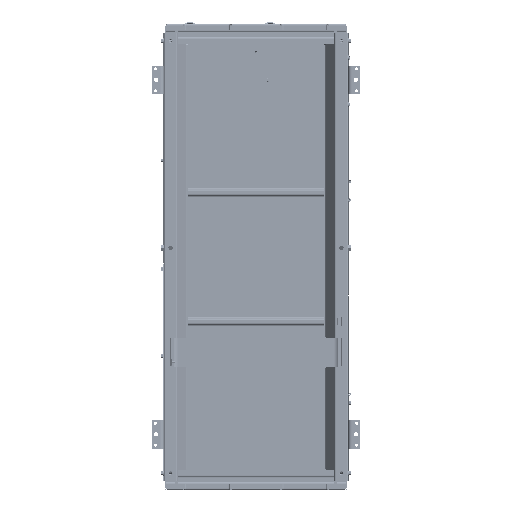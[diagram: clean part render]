
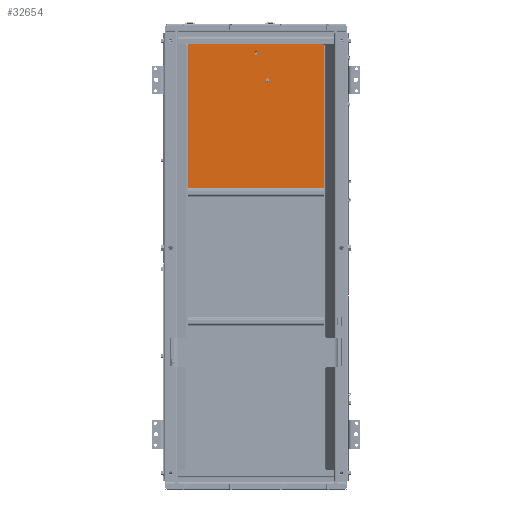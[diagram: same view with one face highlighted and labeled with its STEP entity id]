
A CAD part, front view. The second image highlights one B-rep face of the part: STEP entity #32654.
In plain terms, the highlighted planar face has unit normal (0, -1, 0).
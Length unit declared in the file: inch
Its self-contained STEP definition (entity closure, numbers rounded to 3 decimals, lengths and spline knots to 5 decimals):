
#2990 = CARTESIAN_POINT ( 'NONE',  ( 10.125, 2., 10.26917 ) ) ;
#3914 = LINE ( 'NONE', #289301, #375123 ) ;
#8638 = ORIENTED_EDGE ( 'NONE', *, *, #310069, .F. ) ;
#9303 = DIRECTION ( 'NONE',  ( 0., -1., 0. ) ) ;
#9910 = CARTESIAN_POINT ( 'NONE',  ( 0., 2., 30.5 ) ) ;
#23921 = EDGE_LOOP ( 'NONE', ( #314156, #390959 ) ) ;
#25974 = CIRCLE ( 'NONE', #451402, 0.2486 ) ;
#32654 = ADVANCED_FACE ( 'NONE', ( #422609, #218465, #55439 ), #142372, .T. ) ;
#35641 = ORIENTED_EDGE ( 'NONE', *, *, #493155, .T. ) ;
#45562 = ORIENTED_EDGE ( 'NONE', *, *, #387598, .T. ) ;
#55439 = FACE_BOUND ( 'NONE', #23921, .T. ) ;
#62495 = VECTOR ( 'NONE', #412455, 39.37008 ) ;
#69838 = DIRECTION ( 'NONE',  ( 0., 0., 1. ) ) ;
#77067 = EDGE_CURVE ( 'NONE', #290120, #490383, #470578, .T. ) ;
#77924 = CARTESIAN_POINT ( 'NONE',  ( 10.125, 2., 33.4375 ) ) ;
#78433 = ORIENTED_EDGE ( 'NONE', *, *, #191761, .T. ) ;
#85312 = ORIENTED_EDGE ( 'NONE', *, *, #485929, .T. ) ;
#91179 = CARTESIAN_POINT ( 'NONE',  ( 0.1875, 2., 30.5 ) ) ;
#92575 = EDGE_LOOP ( 'NONE', ( #132479, #45562, #85312, #35641 ) ) ;
#98134 = CARTESIAN_POINT ( 'NONE',  ( 10.125, 2., 10.26917 ) ) ;
#100425 = CARTESIAN_POINT ( 'NONE',  ( -10.125, 2., 10.26917 ) ) ;
#102747 = CARTESIAN_POINT ( 'NONE',  ( 1.75, 2., 26.65485 ) ) ;
#104125 = VERTEX_POINT ( 'NONE', #429885 ) ;
#123488 = DIRECTION ( 'NONE',  ( 0., 0., 1. ) ) ;
#132479 = ORIENTED_EDGE ( 'NONE', *, *, #201119, .F. ) ;
#138200 = CARTESIAN_POINT ( 'NONE',  ( 1.75, 2., 26.15765 ) ) ;
#138647 = DIRECTION ( 'NONE',  ( 0., 0., 1. ) ) ;
#140732 = CARTESIAN_POINT ( 'NONE',  ( -0.1875, 2., 30.5 ) ) ;
#142372 = PLANE ( 'NONE',  #509553 ) ;
#143649 = EDGE_CURVE ( 'NONE', #160507, #285990, #352718, .T. ) ;
#146610 = VECTOR ( 'NONE', #371144, 39.37008 ) ;
#150177 = AXIS2_PLACEMENT_3D ( 'NONE', #9910, #425827, #344277 ) ;
#160507 = VERTEX_POINT ( 'NONE', #102747 ) ;
#176472 = CIRCLE ( 'NONE', #150177, 0.1875 ) ;
#181999 = VERTEX_POINT ( 'NONE', #91179 ) ;
#182612 = CARTESIAN_POINT ( 'NONE',  ( 1.75, 2., 26.40625 ) ) ;
#191761 = EDGE_CURVE ( 'NONE', #490383, #425925, #200236, .T. ) ;
#200210 = DIRECTION ( 'NONE',  ( 0., 0., -1. ) ) ;
#200236 = LINE ( 'NONE', #77924, #62495 ) ;
#201119 = EDGE_CURVE ( 'NONE', #104125, #493495, #432933, .T. ) ;
#207732 = LINE ( 'NONE', #534308, #146610 ) ;
#218465 = FACE_OUTER_BOUND ( 'NONE', #322931, .T. ) ;
#221145 = DIRECTION ( 'NONE',  ( 0., 0., -1. ) ) ;
#223330 = DIRECTION ( 'NONE',  ( 0., 0., 1. ) ) ;
#242049 = VECTOR ( 'NONE', #138647, 39.37008 ) ;
#250550 = ORIENTED_EDGE ( 'NONE', *, *, #394933, .F. ) ;
#254949 = CARTESIAN_POINT ( 'NONE',  ( 10.125, 2., 33.4375 ) ) ;
#263357 = ORIENTED_EDGE ( 'NONE', *, *, #77067, .T. ) ;
#276391 = CARTESIAN_POINT ( 'NONE',  ( 1.75, 2., 26.40625 ) ) ;
#280121 = DIRECTION ( 'NONE',  ( 0., 0., 1. ) ) ;
#285990 = VERTEX_POINT ( 'NONE', #138200 ) ;
#288753 = CARTESIAN_POINT ( 'NONE',  ( 0.1875, 2., 30.375 ) ) ;
#289301 = CARTESIAN_POINT ( 'NONE',  ( -10.125, 2., 10.1395 ) ) ;
#290120 = VERTEX_POINT ( 'NONE', #98134 ) ;
#300447 = AXIS2_PLACEMENT_3D ( 'NONE', #276391, #442419, #69838 ) ;
#310069 = EDGE_CURVE ( 'NONE', #409281, #425925, #3914, .T. ) ;
#314156 = ORIENTED_EDGE ( 'NONE', *, *, #143649, .F. ) ;
#322931 = EDGE_LOOP ( 'NONE', ( #250550, #263357, #78433, #8638 ) ) ;
#330675 = CARTESIAN_POINT ( 'NONE',  ( 0., 2., 30.375 ) ) ;
#334677 = LINE ( 'NONE', #2990, #443999 ) ;
#344277 = DIRECTION ( 'NONE',  ( 0., 0., -1. ) ) ;
#351337 = DIRECTION ( 'NONE',  ( 0., -1., 0. ) ) ;
#352718 = CIRCLE ( 'NONE', #300447, 0.2486 ) ;
#370398 = VERTEX_POINT ( 'NONE', #140732 ) ;
#371144 = DIRECTION ( 'NONE',  ( 0., 0., -1. ) ) ;
#375123 = VECTOR ( 'NONE', #123488, 39.37008 ) ;
#387598 = EDGE_CURVE ( 'NONE', #104125, #370398, #489671, .T. ) ;
#389453 = AXIS2_PLACEMENT_3D ( 'NONE', #330675, #496607, #200210 ) ;
#390959 = ORIENTED_EDGE ( 'NONE', *, *, #457312, .F. ) ;
#394318 = CARTESIAN_POINT ( 'NONE',  ( 10.125, 2., 10.1395 ) ) ;
#394933 = EDGE_CURVE ( 'NONE', #290120, #409281, #334677, .T. ) ;
#404662 = CARTESIAN_POINT ( 'NONE',  ( -10.125, 2., 33.4375 ) ) ;
#409281 = VERTEX_POINT ( 'NONE', #100425 ) ;
#412455 = DIRECTION ( 'NONE',  ( -1., 0., 0. ) ) ;
#422609 = FACE_BOUND ( 'NONE', #92575, .T. ) ;
#425827 = DIRECTION ( 'NONE',  ( 0., 1., 0. ) ) ;
#425925 = VERTEX_POINT ( 'NONE', #404662 ) ;
#429885 = CARTESIAN_POINT ( 'NONE',  ( -0.1875, 2., 30.375 ) ) ;
#432933 = CIRCLE ( 'NONE', #389453, 0.1875 ) ;
#435001 = VECTOR ( 'NONE', #280121, 39.37008 ) ;
#442419 = DIRECTION ( 'NONE',  ( 0., -1., 0. ) ) ;
#443999 = VECTOR ( 'NONE', #503135, 39.37008 ) ;
#451402 = AXIS2_PLACEMENT_3D ( 'NONE', #182612, #351337, #223330 ) ;
#457312 = EDGE_CURVE ( 'NONE', #285990, #160507, #25974, .T. ) ;
#470578 = LINE ( 'NONE', #394318, #242049 ) ;
#485929 = EDGE_CURVE ( 'NONE', #370398, #181999, #176472, .T. ) ;
#489671 = LINE ( 'NONE', #535691, #435001 ) ;
#490383 = VERTEX_POINT ( 'NONE', #254949 ) ;
#493155 = EDGE_CURVE ( 'NONE', #181999, #493495, #207732, .T. ) ;
#493495 = VERTEX_POINT ( 'NONE', #288753 ) ;
#496607 = DIRECTION ( 'NONE',  ( 0., -1., 0. ) ) ;
#503135 = DIRECTION ( 'NONE',  ( -1., 0., 0. ) ) ;
#509514 = CARTESIAN_POINT ( 'NONE',  ( 10.125, 2., 10.1395 ) ) ;
#509553 = AXIS2_PLACEMENT_3D ( 'NONE', #509514, #9303, #221145 ) ;
#534308 = CARTESIAN_POINT ( 'NONE',  ( 0.1875, 2., 10.1395 ) ) ;
#535691 = CARTESIAN_POINT ( 'NONE',  ( -0.1875, 2., 10.1395 ) ) ;
